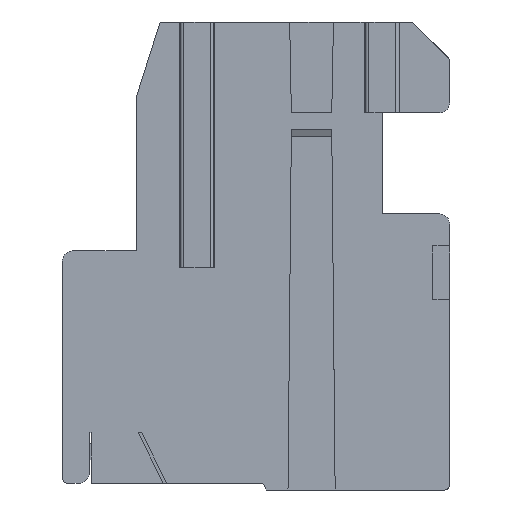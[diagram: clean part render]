
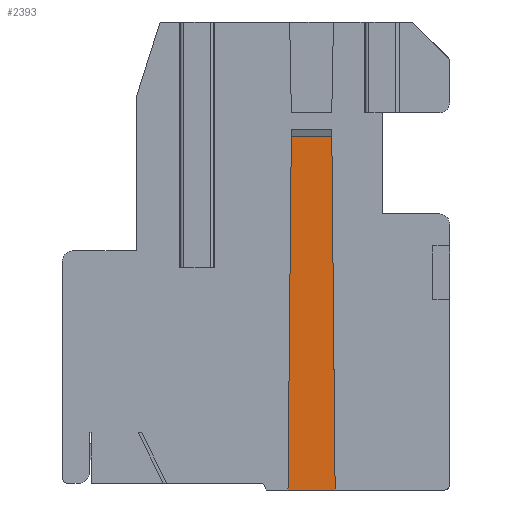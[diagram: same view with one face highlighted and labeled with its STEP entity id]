
A CAD part, left-side view. The second image highlights one B-rep face of the part: STEP entity #2393.
In plain terms, the highlighted planar face has unit normal (-1, 0, 0).
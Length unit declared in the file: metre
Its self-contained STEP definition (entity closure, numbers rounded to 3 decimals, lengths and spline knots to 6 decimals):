
#2393=ADVANCED_FACE('',(#5083),#5084,.F.);
#5083=FACE_OUTER_BOUND('',#7849,.T.);
#5084=PLANE('',#7850);
#7849=EDGE_LOOP('',(#15236,#15237,#15238,#15239));
#7850=AXIS2_PLACEMENT_3D('',#15240,#15241,#15242);
#15236=ORIENTED_EDGE('',*,*,#16932,.T.);
#15237=ORIENTED_EDGE('',*,*,#18710,.T.);
#15238=ORIENTED_EDGE('',*,*,#15971,.F.);
#15239=ORIENTED_EDGE('',*,*,#15901,.T.);
#15240=CARTESIAN_POINT('',(14.065207,11.736371,0.053292));
#15241=DIRECTION('',(1.0,0.,0.));
#15242=DIRECTION('',(0.0,1.0,0.));
#15901=EDGE_CURVE('',#18988,#18989,#18990,.T.);
#15971=EDGE_CURVE('',#18988,#19108,#19109,.T.);
#16932=EDGE_CURVE('',#18989,#20846,#20848,.T.);
#18710=EDGE_CURVE('',#20846,#19108,#23198,.T.);
#18988=VERTEX_POINT('',#23606);
#18989=VERTEX_POINT('',#23607);
#18990=LINE('',#23608,#23609);
#19108=VERTEX_POINT('',#23770);
#19109=LINE('',#23771,#23772);
#20846=VERTEX_POINT('',#26367);
#20848=LINE('',#26370,#26371);
#23198=LINE('',#30044,#30045);
#23606=CARTESIAN_POINT('',(14.065207,11.736373,0.063792));
#23607=CARTESIAN_POINT('',(14.065207,11.736471,0.053292));
#23608=CARTESIAN_POINT('',(14.065207,11.736471,0.053293));
#23609=VECTOR('',#30351,1.0);
#23770=CARTESIAN_POINT('',(14.065207,11.735169,0.063792));
#23771=CARTESIAN_POINT('',(14.065207,11.737871,0.063792));
#23772=VECTOR('',#30428,1.0);
#26367=CARTESIAN_POINT('',(14.065207,11.735071,0.053292));
#26370=CARTESIAN_POINT('',(14.065207,11.737871,0.053292));
#26371=VECTOR('',#31464,1.0);
#30044=CARTESIAN_POINT('',(14.065207,11.735071,0.053304));
#30045=VECTOR('',#32870,1.0);
#30351=DIRECTION('',(0.,0.009,-1.));
#30428=DIRECTION('',(0.,-1.0,0.));
#31464=DIRECTION('',(0.,-1.0,0.));
#32870=DIRECTION('',(0.,0.009,1.));
